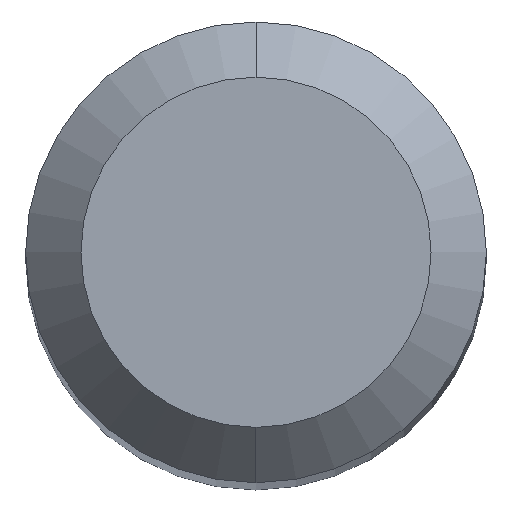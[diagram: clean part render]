
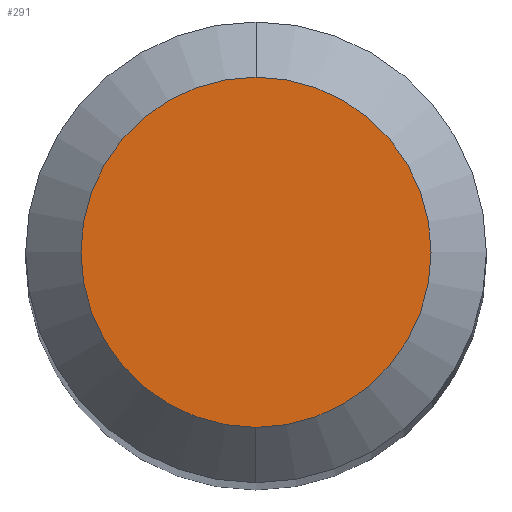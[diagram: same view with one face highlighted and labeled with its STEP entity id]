
A CAD part, top view. The second image highlights one B-rep face of the part: STEP entity #291.
In plain terms, the highlighted planar face has unit normal (0, 0, 1).
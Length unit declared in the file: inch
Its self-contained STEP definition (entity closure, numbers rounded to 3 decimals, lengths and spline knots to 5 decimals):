
#18 = DIRECTION ( 'NONE',  ( 0., -1., 0. ) ) ;
#27 = CARTESIAN_POINT ( 'NONE',  ( 0., 0., 0. ) ) ;
#31 = DIRECTION ( 'NONE',  ( 0., 0., 1. ) ) ;
#36 = CARTESIAN_POINT ( 'NONE',  ( 0., -0.0475, 0. ) ) ;
#53 = AXIS2_PLACEMENT_3D ( 'NONE', #135, #31, #377 ) ;
#135 = CARTESIAN_POINT ( 'NONE',  ( 0., 0., 0. ) ) ;
#140 = FACE_OUTER_BOUND ( 'NONE', #407, .T. ) ;
#153 = CIRCLE ( 'NONE', #333, 0.0475 ) ;
#197 = DIRECTION ( 'NONE',  ( 0., 0., 1. ) ) ;
#253 = DIRECTION ( 'NONE',  ( 0., 1., 0. ) ) ;
#290 = CIRCLE ( 'NONE', #53, 0.0475 ) ;
#291 = ADVANCED_FACE ( 'NONE', ( #140 ), #485, .F. ) ;
#332 = CARTESIAN_POINT ( 'NONE',  ( 0., 0.0475, 0. ) ) ;
#333 = AXIS2_PLACEMENT_3D ( 'NONE', #27, #197, #18 ) ;
#340 = EDGE_CURVE ( 'NONE', #539, #494, #153, .T. ) ;
#342 = CARTESIAN_POINT ( 'NONE',  ( 0., 0.0475, 0. ) ) ;
#377 = DIRECTION ( 'NONE',  ( 0., -1., 0. ) ) ;
#378 = EDGE_CURVE ( 'NONE', #494, #539, #290, .T. ) ;
#407 = EDGE_LOOP ( 'NONE', ( #544, #546 ) ) ;
#424 = DIRECTION ( 'NONE',  ( 0., 0., -1. ) ) ;
#485 = PLANE ( 'NONE',  #503 ) ;
#494 = VERTEX_POINT ( 'NONE', #36 ) ;
#503 = AXIS2_PLACEMENT_3D ( 'NONE', #332, #424, #253 ) ;
#539 = VERTEX_POINT ( 'NONE', #342 ) ;
#544 = ORIENTED_EDGE ( 'NONE', *, *, #340, .T. ) ;
#546 = ORIENTED_EDGE ( 'NONE', *, *, #378, .T. ) ;
